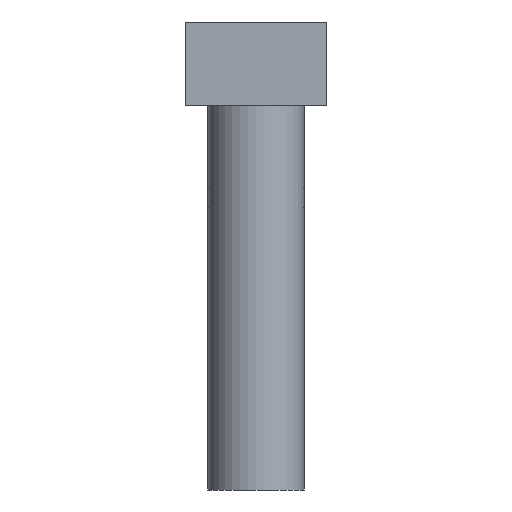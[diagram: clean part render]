
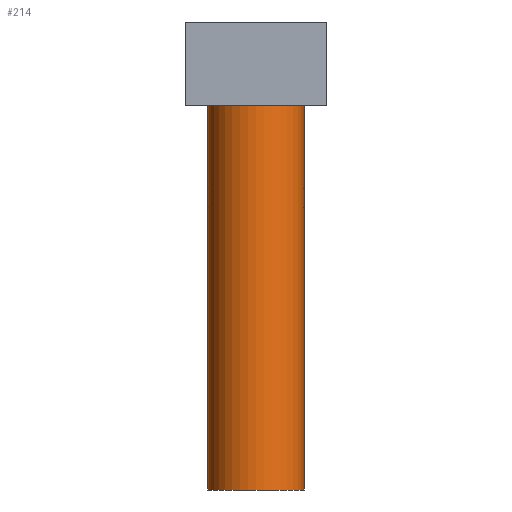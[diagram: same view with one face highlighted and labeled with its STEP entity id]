
A CAD part, front view. The second image highlights one B-rep face of the part: STEP entity #214.
In plain terms, the highlighted cylindrical face has radius 1.875 mm (diameter 3.75 mm), a full revolution.
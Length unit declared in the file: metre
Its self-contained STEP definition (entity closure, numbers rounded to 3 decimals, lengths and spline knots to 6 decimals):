
#20=CYLINDRICAL_SURFACE('',#242,0.001875);
#21=CIRCLE('',#235,0.001875);
#22=CIRCLE('',#239,0.001875);
#23=CIRCLE('',#240,0.001875);
#24=CIRCLE('',#243,0.001875);
#25=CIRCLE('',#244,0.001875);
#26=CIRCLE('',#245,0.001875);
#60=ORIENTED_EDGE('',*,*,#97,.T.);
#61=ORIENTED_EDGE('',*,*,#99,.F.);
#62=ORIENTED_EDGE('',*,*,#100,.T.);
#63=ORIENTED_EDGE('',*,*,#94,.T.);
#64=ORIENTED_EDGE('',*,*,#88,.F.);
#65=ORIENTED_EDGE('',*,*,#98,.T.);
#66=ORIENTED_EDGE('',*,*,#92,.T.);
#67=ORIENTED_EDGE('',*,*,#101,.T.);
#68=ORIENTED_EDGE('',*,*,#102,.F.);
#69=ORIENTED_EDGE('',*,*,#103,.F.);
#88=EDGE_CURVE('',#112,#112,#21,.T.);
#92=EDGE_CURVE('',#114,#115,#22,.T.);
#94=EDGE_CURVE('',#117,#116,#23,.T.);
#97=EDGE_CURVE('',#116,#119,#138,.T.);
#98=EDGE_CURVE('',#118,#114,#139,.T.);
#99=EDGE_CURVE('',#120,#119,#24,.T.);
#100=EDGE_CURVE('',#120,#117,#140,.T.);
#101=EDGE_CURVE('',#115,#121,#141,.T.);
#102=EDGE_CURVE('',#118,#121,#25,.T.);
#103=EDGE_CURVE('',#122,#122,#26,.T.);
#112=VERTEX_POINT('',#329);
#114=VERTEX_POINT('',#338);
#115=VERTEX_POINT('',#339);
#116=VERTEX_POINT('',#341);
#117=VERTEX_POINT('',#343);
#118=VERTEX_POINT('',#347);
#119=VERTEX_POINT('',#348);
#120=VERTEX_POINT('',#353);
#121=VERTEX_POINT('',#356);
#122=VERTEX_POINT('',#359);
#138=LINE('',#349,#158);
#139=LINE('',#350,#159);
#140=LINE('',#354,#160);
#141=LINE('',#355,#161);
#158=VECTOR('',#288,1.);
#159=VECTOR('',#289,1.);
#160=VECTOR('',#294,1.);
#161=VECTOR('',#295,1.);
#172=EDGE_LOOP('',(#60,#61,#62,#63));
#173=EDGE_LOOP('',(#64));
#174=EDGE_LOOP('',(#65,#66,#67,#68));
#175=EDGE_LOOP('',(#69));
#188=FACE_BOUND('',#172,.T.);
#189=FACE_BOUND('',#173,.T.);
#190=FACE_BOUND('',#174,.T.);
#191=FACE_BOUND('',#175,.T.);
#214=ADVANCED_FACE('',(#188,#189,#190,#191),#20,.T.);
#235=AXIS2_PLACEMENT_3D('',#328,#268,#269);
#239=AXIS2_PLACEMENT_3D('',#337,#279,#280);
#240=AXIS2_PLACEMENT_3D('',#342,#282,#283);
#242=AXIS2_PLACEMENT_3D('',#351,#290,#291);
#243=AXIS2_PLACEMENT_3D('',#352,#292,#293);
#244=AXIS2_PLACEMENT_3D('',#357,#296,#297);
#245=AXIS2_PLACEMENT_3D('',#358,#298,#299);
#268=DIRECTION('',(0.,0.,1.));
#269=DIRECTION('',(1.,0.,0.));
#279=DIRECTION('',(0.,0.,1.));
#280=DIRECTION('',(1.,0.,0.));
#282=DIRECTION('',(0.,0.,1.));
#283=DIRECTION('',(1.,0.,0.));
#288=DIRECTION('',(0.,0.,-1.));
#289=DIRECTION('',(0.,0.,1.));
#290=DIRECTION('',(0.,0.,-1.));
#291=DIRECTION('',(1.,0.,0.));
#292=DIRECTION('',(0.,0.,1.));
#293=DIRECTION('',(1.,0.,0.));
#294=DIRECTION('',(0.,0.,1.));
#295=DIRECTION('',(0.,0.,-1.));
#296=DIRECTION('',(0.,0.,1.));
#297=DIRECTION('',(1.,0.,0.));
#298=DIRECTION('',(0.,0.,-1.));
#299=DIRECTION('',(1.,0.,0.));
#328=CARTESIAN_POINT('',(0.01228,0.,0.023107));
#329=CARTESIAN_POINT('',(0.014155,0.,0.023107));
#337=CARTESIAN_POINT('',(0.01228,0.,0.019857));
#338=CARTESIAN_POINT('',(0.014155,0.,0.019857));
#339=CARTESIAN_POINT('',(0.01378,0.001125,0.019857));
#341=CARTESIAN_POINT('',(0.010405,0.,0.019857));
#342=CARTESIAN_POINT('',(0.01228,0.,0.019857));
#343=CARTESIAN_POINT('',(0.01078,0.001125,0.019857));
#347=CARTESIAN_POINT('',(0.014155,0.,0.019107));
#348=CARTESIAN_POINT('',(0.010405,0.,0.019107));
#349=CARTESIAN_POINT('',(0.010405,0.,0.023107));
#350=CARTESIAN_POINT('',(0.014155,0.,0.023107));
#351=CARTESIAN_POINT('',(0.01228,0.,0.023107));
#352=CARTESIAN_POINT('',(0.01228,0.,0.019107));
#353=CARTESIAN_POINT('',(0.01078,0.001125,0.019107));
#354=CARTESIAN_POINT('',(0.01078,0.001125,0.023107));
#355=CARTESIAN_POINT('',(0.01378,0.001125,0.023107));
#356=CARTESIAN_POINT('',(0.01378,0.001125,0.019107));
#357=CARTESIAN_POINT('',(0.01228,0.,0.019107));
#358=CARTESIAN_POINT('',(0.01228,0.,0.008107));
#359=CARTESIAN_POINT('',(0.014155,0.,0.008107));
